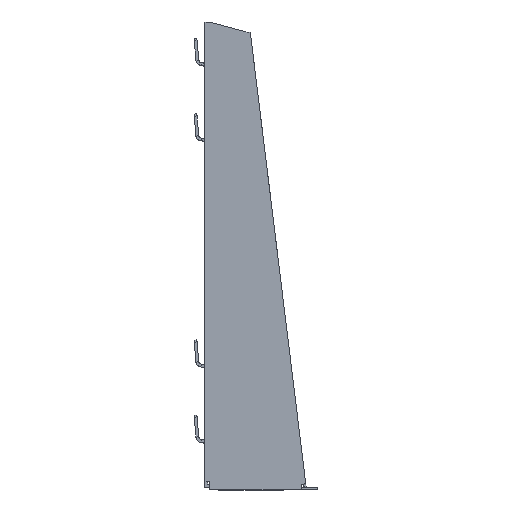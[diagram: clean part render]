
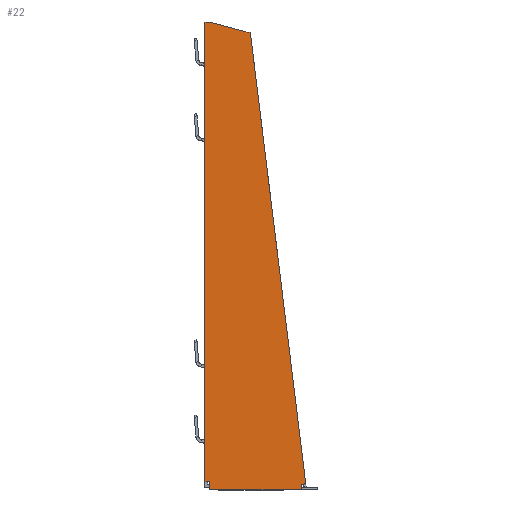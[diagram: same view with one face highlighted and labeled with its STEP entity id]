
A CAD part, left-side view. The second image highlights one B-rep face of the part: STEP entity #22.
In plain terms, the highlighted planar face has unit normal (-1, 0, 0).
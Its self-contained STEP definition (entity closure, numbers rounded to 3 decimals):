
#22=ADVANCED_FACE('',(#135),#1666,.T.);
#135=FACE_OUTER_BOUND('',#248,.T.);
#248=EDGE_LOOP('',(#373,#374,#375,#376,#377,#378,#379,#380,#381,#382,#383,
#384));
#373=ORIENTED_EDGE('',*,*,#929,.T.);
#374=ORIENTED_EDGE('',*,*,#935,.T.);
#375=ORIENTED_EDGE('',*,*,#914,.T.);
#376=ORIENTED_EDGE('',*,*,#913,.T.);
#377=ORIENTED_EDGE('',*,*,#912,.T.);
#378=ORIENTED_EDGE('',*,*,#911,.T.);
#379=ORIENTED_EDGE('',*,*,#910,.T.);
#380=ORIENTED_EDGE('',*,*,#909,.T.);
#381=ORIENTED_EDGE('',*,*,#1163,.T.);
#382=ORIENTED_EDGE('',*,*,#1159,.T.);
#383=ORIENTED_EDGE('',*,*,#918,.T.);
#384=ORIENTED_EDGE('',*,*,#916,.T.);
#909=EDGE_CURVE('',#1452,#1451,#1226,.T.);
#910=EDGE_CURVE('',#1461,#1452,#1227,.T.);
#911=EDGE_CURVE('',#1462,#1461,#1228,.T.);
#912=EDGE_CURVE('',#1463,#1462,#1229,.T.);
#913=EDGE_CURVE('',#1464,#1463,#1230,.T.);
#914=EDGE_CURVE('',#1465,#1464,#1231,.T.);
#916=EDGE_CURVE('',#1458,#1457,#1233,.T.);
#918=EDGE_CURVE('',#1459,#1458,#1235,.T.);
#929=EDGE_CURVE('',#1457,#1466,#1246,.T.);
#935=EDGE_CURVE('',#1466,#1465,#1252,.T.);
#1159=EDGE_CURVE('',#1460,#1459,#1430,.T.);
#1163=EDGE_CURVE('',#1451,#1460,#1434,.T.);
#1226=B_SPLINE_CURVE_WITH_KNOTS('',1,(#3198,#3199,#3200),.UNSPECIFIED.,
 .F.,.F.,(2,1,2),(756.735,757.148,757.978),
 .UNSPECIFIED.);
#1227=B_SPLINE_CURVE_WITH_KNOTS('',1,(#3201,#3202),.UNSPECIFIED.,.F.,.F.,
(2,2),(695.735,756.735),.UNSPECIFIED.);
#1228=B_SPLINE_CURVE_WITH_KNOTS('',1,(#3203,#3204,#3205),.UNSPECIFIED.,
 .F.,.F.,(2,1,2),(692.168,694.748,695.735),
 .UNSPECIFIED.);
#1229=B_SPLINE_CURVE_WITH_KNOTS('',1,(#3206,#3207),.UNSPECIFIED.,.F.,.F.,
(2,2),(692.115,692.168),.UNSPECIFIED.);
#1230=B_SPLINE_CURVE_WITH_KNOTS('',1,(#3208,#3209),.UNSPECIFIED.,.F.,.F.,
(2,2),(387.115,692.115),.UNSPECIFIED.);
#1231=B_SPLINE_CURVE_WITH_KNOTS('',1,(#3210,#3211),.UNSPECIFIED.,.F.,.F.,
(2,2),(387.061,387.115),.UNSPECIFIED.);
#1233=B_SPLINE_CURVE_WITH_KNOTS('',3,(#3216,#3217,#3218,#3219),
 .UNSPECIFIED.,.F.,.F.,(4,4),(-1.9,0.),.UNSPECIFIED.);
#1235=B_SPLINE_CURVE_WITH_KNOTS('',3,(#3224,#3225,#3226,#3227),
 .UNSPECIFIED.,.F.,.F.,(4,4),(-634.061,-332.287),
 .UNSPECIFIED.);
#1246=B_SPLINE_CURVE_WITH_KNOTS('',1,(#3255,#3256),.UNSPECIFIED.,.F.,.F.,
(2,2),(0.,1.249),.UNSPECIFIED.);
#1252=B_SPLINE_CURVE_WITH_KNOTS('',1,(#3267,#3268),.UNSPECIFIED.,.F.,.F.,
(2,2),(-20.815,0.),.UNSPECIFIED.);
#1430=B_SPLINE_CURVE_WITH_KNOTS('',3,(#4093,#4094,#4095,#4096),
 .UNSPECIFIED.,.F.,.F.,(4,4),(-2.9,0.),.UNSPECIFIED.);
#1434=B_SPLINE_CURVE_WITH_KNOTS('',1,(#4112,#4113),.UNSPECIFIED.,.F.,.F.,
(2,2),(0.,0.016),.UNSPECIFIED.);
#1451=VERTEX_POINT('',#3035);
#1452=VERTEX_POINT('',#3036);
#1457=VERTEX_POINT('',#3041);
#1458=VERTEX_POINT('',#3042);
#1459=VERTEX_POINT('',#3043);
#1460=VERTEX_POINT('',#3044);
#1461=VERTEX_POINT('',#3045);
#1462=VERTEX_POINT('',#3046);
#1463=VERTEX_POINT('',#3047);
#1464=VERTEX_POINT('',#3048);
#1465=VERTEX_POINT('',#3049);
#1466=VERTEX_POINT('',#3050);
#1666=PLANE('',#1816);
#1816=AXIS2_PLACEMENT_3D('',#1946,#1881,$);
#1881=DIRECTION('',(-1.,0.,0.));
#1946=CARTESIAN_POINT('',(-1.9,-55.038,175.605));
#3035=CARTESIAN_POINT('',(-1.9,-51.492,-134.25));
#3036=CARTESIAN_POINT('',(-1.9,-51.493,-137.98));
#3041=CARTESIAN_POINT('',(-1.9,-15.706,165.413));
#3042=CARTESIAN_POINT('',(-1.9,-17.592,165.644));
#3043=CARTESIAN_POINT('',(-1.9,-54.369,-133.88));
#3044=CARTESIAN_POINT('',(-1.9,-51.491,-134.234));
#3045=CARTESIAN_POINT('',(-1.9,9.507,-137.98));
#3046=CARTESIAN_POINT('',(-1.9,9.507,-132.5));
#3047=CARTESIAN_POINT('',(-1.9,12.499,-132.5));
#3048=CARTESIAN_POINT('',(-1.9,12.499,172.5));
#3049=CARTESIAN_POINT('',(-1.9,9.508,172.5));
#3050=CARTESIAN_POINT('',(-1.9,-14.622,166.034));
#3198=CARTESIAN_POINT('',(-1.9,-51.493,-137.98));
#3199=CARTESIAN_POINT('',(-1.9,-51.493,-135.08));
#3200=CARTESIAN_POINT('',(-1.9,-51.492,-134.25));
#3201=CARTESIAN_POINT('',(-1.9,9.507,-137.98));
#3202=CARTESIAN_POINT('',(-1.9,-51.493,-137.98));
#3203=CARTESIAN_POINT('',(-1.9,9.507,-132.5));
#3204=CARTESIAN_POINT('',(-1.9,9.507,-135.08));
#3205=CARTESIAN_POINT('',(-1.9,9.507,-137.98));
#3206=CARTESIAN_POINT('',(-1.9,12.499,-132.5));
#3207=CARTESIAN_POINT('',(-1.9,9.507,-132.5));
#3208=CARTESIAN_POINT('',(-1.9,12.499,172.5));
#3209=CARTESIAN_POINT('',(-1.9,12.499,-132.5));
#3210=CARTESIAN_POINT('',(-1.9,9.508,172.5));
#3211=CARTESIAN_POINT('',(-1.9,12.499,172.5));
#3216=CARTESIAN_POINT('',(-1.9,-17.592,165.644));
#3217=CARTESIAN_POINT('',(-1.9,-16.963,165.567));
#3218=CARTESIAN_POINT('',(-1.9,-16.335,165.49));
#3219=CARTESIAN_POINT('',(-1.9,-15.706,165.413));
#3224=CARTESIAN_POINT('',(-1.9,-54.369,-133.88));
#3225=CARTESIAN_POINT('',(-1.9,-42.11,-34.039));
#3226=CARTESIAN_POINT('',(-1.9,-29.851,65.803));
#3227=CARTESIAN_POINT('',(-1.9,-17.592,165.644));
#3255=CARTESIAN_POINT('',(-1.9,-15.706,165.413));
#3256=CARTESIAN_POINT('',(-1.9,-14.622,166.034));
#3267=CARTESIAN_POINT('',(-1.9,-14.622,166.034));
#3268=CARTESIAN_POINT('',(-1.9,9.508,172.5));
#4093=CARTESIAN_POINT('',(-1.9,-51.491,-134.234));
#4094=CARTESIAN_POINT('',(-1.9,-52.45,-134.116));
#4095=CARTESIAN_POINT('',(-1.9,-53.409,-133.998));
#4096=CARTESIAN_POINT('',(-1.9,-54.369,-133.88));
#4112=CARTESIAN_POINT('',(-1.9,-51.492,-134.25));
#4113=CARTESIAN_POINT('',(-1.9,-51.491,-134.234));
